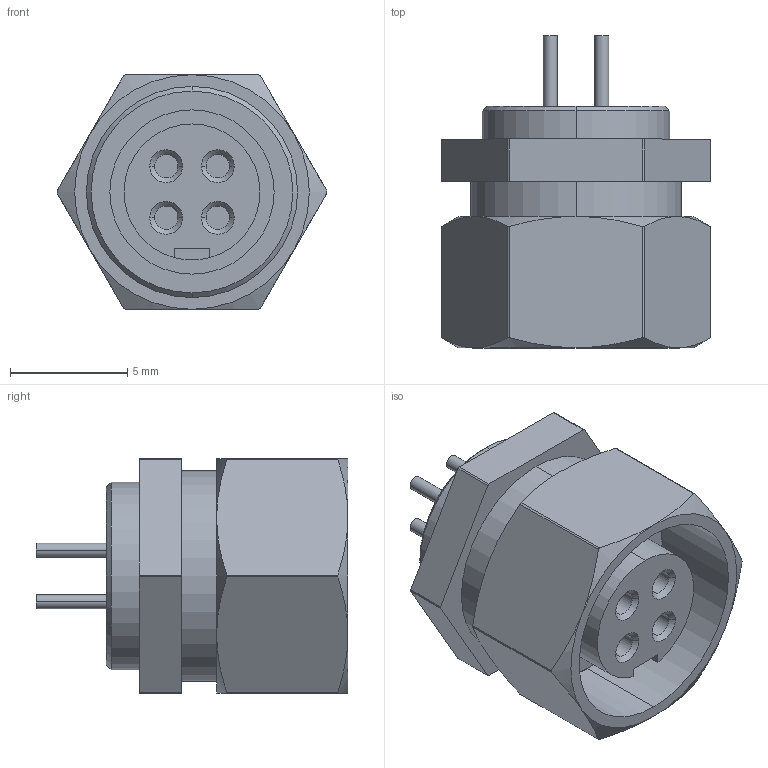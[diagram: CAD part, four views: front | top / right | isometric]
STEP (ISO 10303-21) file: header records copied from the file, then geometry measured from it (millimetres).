
FILE_DESCRIPTION((''),'2;1');
FILE_NAME('09-0082-20-04.stp','2005-07-06T11:30:17',('Kramp'),(''),'Autodesk Inventor 7','Autodesk Inventor 7','');
FILE_SCHEMA(('AUTOMOTIVE_DESIGN { 1 0 10303 214 1 1 1 1 }'));
Length unit declared in the file: millimetre
Products named in the file (1): 09-0082-20-04
Bounding box: 11.5 x 13.3 x 10 mm (x, y, z)
Volume: 601.6 mm3; surface area: 906.2 mm2
Topology: 1 solids, 1 shells, 98 faces, 217 edges, 136 vertices
Faces by surface type: cylinder 41, plane 33, cone 24
Entity records: 2718 total; most frequent: CARTESIAN_POINT 500, DIRECTION 497, ORIENTED_EDGE 434, EDGE_CURVE 217, AXIS2_PLACEMENT_3D 205, VERTEX_POINT 136, EDGE_LOOP 113, CIRCLE 106
